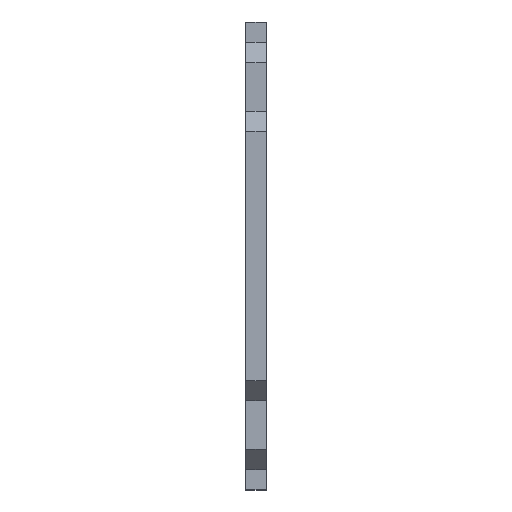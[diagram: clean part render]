
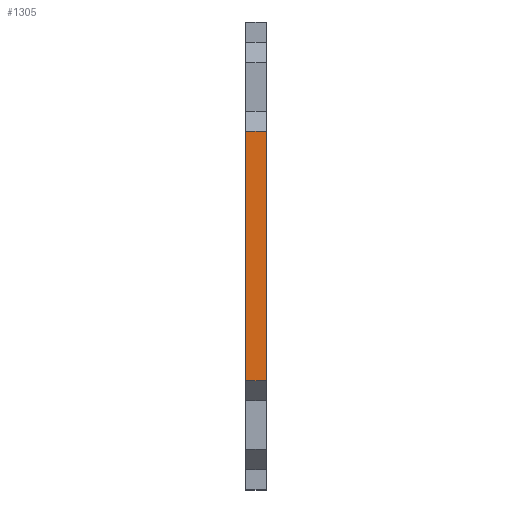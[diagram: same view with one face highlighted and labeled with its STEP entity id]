
A CAD part, left-side view. The second image highlights one B-rep face of the part: STEP entity #1305.
In plain terms, the highlighted planar face has unit normal (-1, 0, 0).
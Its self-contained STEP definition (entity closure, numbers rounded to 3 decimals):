
#94 = AXIS2_PLACEMENT_3D ( 'NONE', #1964, #2387, #266 ) ;
#266 = DIRECTION ( 'NONE',  ( 0., 0., -1. ) ) ;
#299 = EDGE_LOOP ( 'NONE', ( #1649, #1922, #1549, #840 ) ) ;
#315 = LINE ( 'NONE', #775, #2499 ) ;
#429 = EDGE_CURVE ( 'NONE', #1341, #2486, #1302, .T. ) ;
#654 = VECTOR ( 'NONE', #1673, 1000. ) ;
#734 = VERTEX_POINT ( 'NONE', #1019 ) ;
#775 = CARTESIAN_POINT ( 'NONE',  ( -23.25, 2., -12.25 ) ) ;
#779 = EDGE_CURVE ( 'NONE', #1955, #734, #315, .T. ) ;
#827 = CARTESIAN_POINT ( 'NONE',  ( -23.25, 0., 12.25 ) ) ;
#840 = ORIENTED_EDGE ( 'NONE', *, *, #1800, .T. ) ;
#917 = DIRECTION ( 'NONE',  ( 0., -1., 0. ) ) ;
#983 = CARTESIAN_POINT ( 'NONE',  ( -23.25, 0., -12.25 ) ) ;
#1019 = CARTESIAN_POINT ( 'NONE',  ( -23.25, 2., 12.25 ) ) ;
#1123 = EDGE_CURVE ( 'NONE', #734, #2486, #1980, .T. ) ;
#1133 = VECTOR ( 'NONE', #1794, 1000. ) ;
#1302 = LINE ( 'NONE', #2726, #654 ) ;
#1305 = ADVANCED_FACE ( 'NONE', ( #2136 ), #1533, .F. ) ;
#1341 = VERTEX_POINT ( 'NONE', #983 ) ;
#1353 = CARTESIAN_POINT ( 'NONE',  ( -23.25, 2., -12.25 ) ) ;
#1533 = PLANE ( 'NONE',  #94 ) ;
#1549 = ORIENTED_EDGE ( 'NONE', *, *, #779, .F. ) ;
#1614 = CARTESIAN_POINT ( 'NONE',  ( -23.25, 2., -12.25 ) ) ;
#1649 = ORIENTED_EDGE ( 'NONE', *, *, #429, .T. ) ;
#1673 = DIRECTION ( 'NONE',  ( 0., 0., 1. ) ) ;
#1771 = CARTESIAN_POINT ( 'NONE',  ( -23.25, 2., 12.25 ) ) ;
#1794 = DIRECTION ( 'NONE',  ( 0., -1., 0. ) ) ;
#1800 = EDGE_CURVE ( 'NONE', #1955, #1341, #1839, .T. ) ;
#1839 = LINE ( 'NONE', #1353, #1133 ) ;
#1922 = ORIENTED_EDGE ( 'NONE', *, *, #1123, .F. ) ;
#1955 = VERTEX_POINT ( 'NONE', #1614 ) ;
#1964 = CARTESIAN_POINT ( 'NONE',  ( -23.25, 2., -12.25 ) ) ;
#1980 = LINE ( 'NONE', #1771, #2072 ) ;
#2072 = VECTOR ( 'NONE', #917, 1000. ) ;
#2136 = FACE_OUTER_BOUND ( 'NONE', #299, .T. ) ;
#2252 = DIRECTION ( 'NONE',  ( 0., 0., 1. ) ) ;
#2387 = DIRECTION ( 'NONE',  ( 1., 0., 0. ) ) ;
#2486 = VERTEX_POINT ( 'NONE', #827 ) ;
#2499 = VECTOR ( 'NONE', #2252, 1000. ) ;
#2726 = CARTESIAN_POINT ( 'NONE',  ( -23.25, 0., -12.25 ) ) ;
